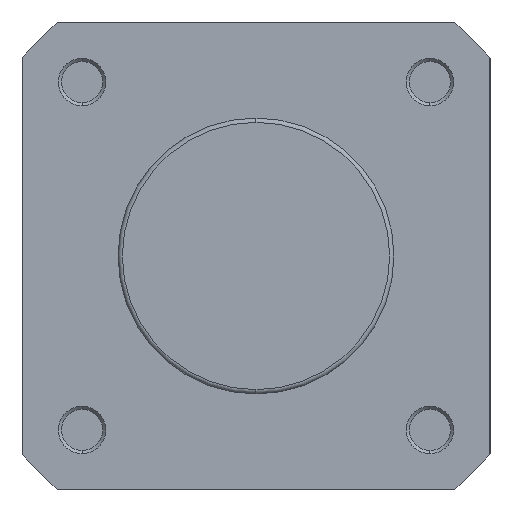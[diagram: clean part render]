
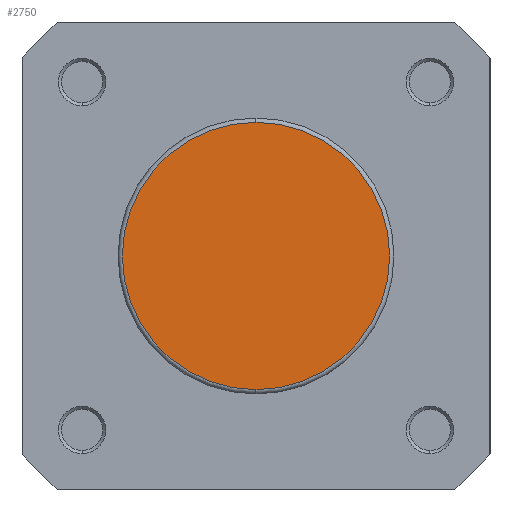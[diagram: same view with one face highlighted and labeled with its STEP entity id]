
A CAD part, left-side view. The second image highlights one B-rep face of the part: STEP entity #2750.
In plain terms, the highlighted planar face has unit normal (-1, 0, 0).
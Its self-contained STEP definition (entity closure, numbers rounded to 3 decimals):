
#71 = CARTESIAN_POINT ( 'NONE',  ( 0., 22.4, 0. ) ) ;
#72 = PLANE ( 'NONE',  #3437 ) ;
#74 = DIRECTION ( 'NONE',  ( 1., 0., 0. ) ) ;
#75 = DIRECTION ( 'NONE',  ( 0., 0., -1. ) ) ;
#820 = CARTESIAN_POINT ( 'NONE',  ( 0., 0., 0. ) ) ;
#821 = DIRECTION ( 'NONE',  ( -1., 0., 0. ) ) ;
#822 = DIRECTION ( 'NONE',  ( 0., 0., -1. ) ) ;
#949 = CARTESIAN_POINT ( 'NONE',  ( 0., 0., 0. ) ) ;
#956 = DIRECTION ( 'NONE',  ( -1., 0., 0. ) ) ;
#957 = DIRECTION ( 'NONE',  ( 0., 0., -1. ) ) ;
#1562 = CIRCLE ( 'NONE', #3641, 21.7 ) ;
#1641 = CIRCLE ( 'NONE', #3667, 21.7 ) ;
#2481 = CARTESIAN_POINT ( 'NONE',  ( 0., 0., 21.7 ) ) ;
#2498 = CARTESIAN_POINT ( 'NONE',  ( 0., 0., -21.7 ) ) ;
#2591 = VERTEX_POINT ( 'NONE', #2498 ) ;
#2686 = VERTEX_POINT ( 'NONE', #2481 ) ;
#2750 = ADVANCED_FACE ( 'NONE', ( #4766 ), #72, .F. ) ;
#3050 = EDGE_CURVE ( 'NONE', #2686, #2591, #1562, .T. ) ;
#3104 = EDGE_CURVE ( 'NONE', #2591, #2686, #1641, .T. ) ;
#3437 = AXIS2_PLACEMENT_3D ( 'NONE', #71, #74, #75 ) ;
#3641 = AXIS2_PLACEMENT_3D ( 'NONE', #820, #821, #822 ) ;
#3667 = AXIS2_PLACEMENT_3D ( 'NONE', #949, #956, #957 ) ;
#3969 = EDGE_LOOP ( 'NONE', ( #4402, #4401 ) ) ;
#4401 = ORIENTED_EDGE ( 'NONE', *, *, #3050, .T. ) ;
#4402 = ORIENTED_EDGE ( 'NONE', *, *, #3104, .T. ) ;
#4766 = FACE_OUTER_BOUND ( 'NONE', #3969, .T. ) ;
